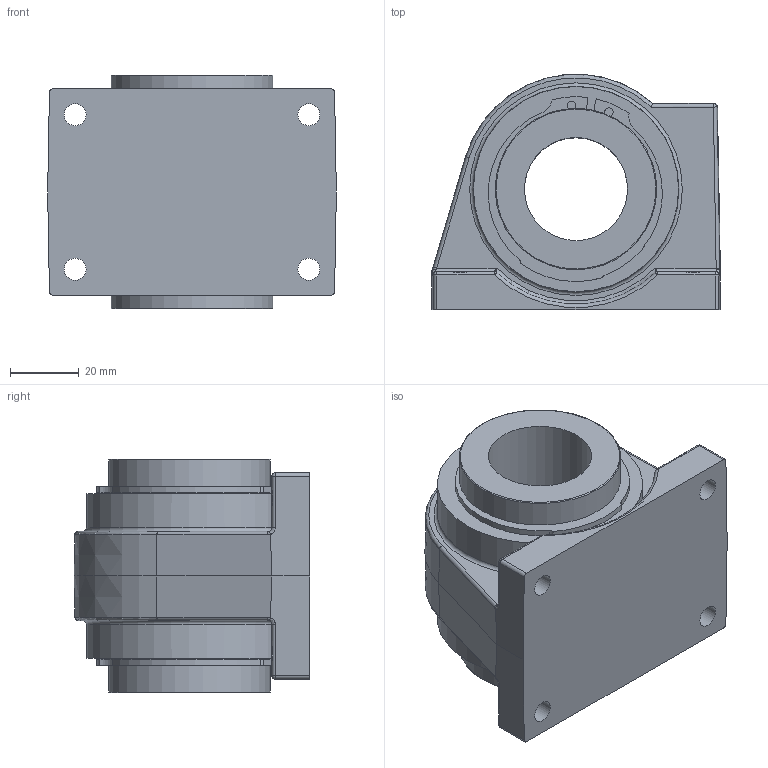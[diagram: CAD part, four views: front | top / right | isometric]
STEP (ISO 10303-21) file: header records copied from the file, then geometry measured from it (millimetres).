
FILE_DESCRIPTION(/* description */ (''),/* implementation_level */ '2;1');
FILE_NAME(/* name */ '131442-0.step',/* time_stamp */ '2021-08-11T11:33:49+02:00',/* author */ ('Muellerj'),/* organization */ (''),/* preprocessor_version */ 'ST-DEVELOPER v18.1',/* originating_system */ 'Autodesk Inventor 2021',/* authorisation */ '');
FILE_SCHEMA (('AUTOMOTIVE_DESIGN { 1 0 10303 214 3 1 1 }'));
Length unit declared in the file: millimetre
Products named in the file (4): MTW_1-00070146; MTW_1-00079060; leer; leer_1
Assembly tree (4 placements, depth 2):
  MTW_1-00070146
    MTW_1-00079060
    leer
    leer_1  x2
Bounding box: 83.98 x 68.44 x 68 mm (x, y, z)
Volume: 195547.9 mm3; surface area: 54037.8 mm2
Topology: 4 solids, 4 shells, 148 faces, 347 edges, 207 vertices
Faces by surface type: cylinder 69, plane 43, bspline 12, torus 10, sphere 10, cone 4
Full cylindrical faces by diameter (mm): 2.5 x4, 6.4 x4, 14.55 x4, 30 x1, 44.5 x2, 47 x4
Entity records: 4973 total; most frequent: CARTESIAN_POINT 1824, DIRECTION 670, ORIENTED_EDGE 598, EDGE_CURVE 299, AXIS2_PLACEMENT_3D 277, VERTEX_POINT 179, EDGE_LOOP 154, CIRCLE 142
